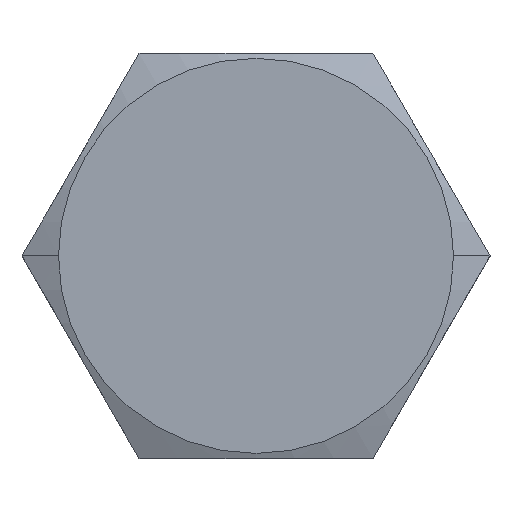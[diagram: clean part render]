
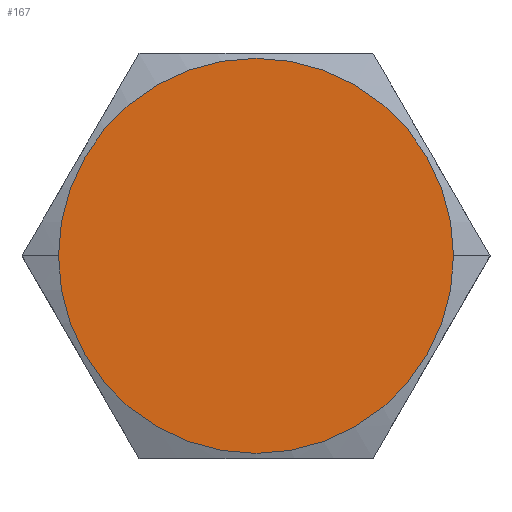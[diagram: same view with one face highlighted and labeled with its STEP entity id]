
A CAD part, top view. The second image highlights one B-rep face of the part: STEP entity #167.
In plain terms, the highlighted planar face has unit normal (0, 0, 1).
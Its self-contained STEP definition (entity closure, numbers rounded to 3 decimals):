
#18 = FACE_OUTER_BOUND ( 'NONE', #85, .T. ) ;
#45 = DIRECTION ( 'NONE',  ( 0., 0., -1. ) ) ;
#76 = ORIENTED_EDGE ( 'NONE', *, *, #369, .T. ) ;
#85 = EDGE_LOOP ( 'NONE', ( #76, #634 ) ) ;
#91 = DIRECTION ( 'NONE',  ( 0., 0., 1. ) ) ;
#154 = AXIS2_PLACEMENT_3D ( 'NONE', #769, #471, #161 ) ;
#161 = DIRECTION ( 'NONE',  ( 1., 0., 0. ) ) ;
#167 = ADVANCED_FACE ( 'NONE', ( #18 ), #291, .F. ) ;
#172 = CIRCLE ( 'NONE', #154, 7.798 ) ;
#213 = CARTESIAN_POINT ( 'NONE',  ( 7.798, 0., 6.4 ) ) ;
#291 = PLANE ( 'NONE',  #456 ) ;
#296 = CARTESIAN_POINT ( 'NONE',  ( 0., 7.798, 6.4 ) ) ;
#347 = CIRCLE ( 'NONE', #726, 7.798 ) ;
#369 = EDGE_CURVE ( 'NONE', #385, #451, #347, .T. ) ;
#385 = VERTEX_POINT ( 'NONE', #765 ) ;
#451 = VERTEX_POINT ( 'NONE', #213 ) ;
#456 = AXIS2_PLACEMENT_3D ( 'NONE', #296, #45, #671 ) ;
#471 = DIRECTION ( 'NONE',  ( 0., 0., 1. ) ) ;
#525 = CARTESIAN_POINT ( 'NONE',  ( 0., 0., 6.4 ) ) ;
#533 = EDGE_CURVE ( 'NONE', #451, #385, #172, .T. ) ;
#582 = DIRECTION ( 'NONE',  ( 1., 0., 0. ) ) ;
#634 = ORIENTED_EDGE ( 'NONE', *, *, #533, .T. ) ;
#671 = DIRECTION ( 'NONE',  ( -1., 0., 0. ) ) ;
#726 = AXIS2_PLACEMENT_3D ( 'NONE', #525, #91, #582 ) ;
#765 = CARTESIAN_POINT ( 'NONE',  ( -7.798, 0., 6.4 ) ) ;
#769 = CARTESIAN_POINT ( 'NONE',  ( 0., 0., 6.4 ) ) ;
